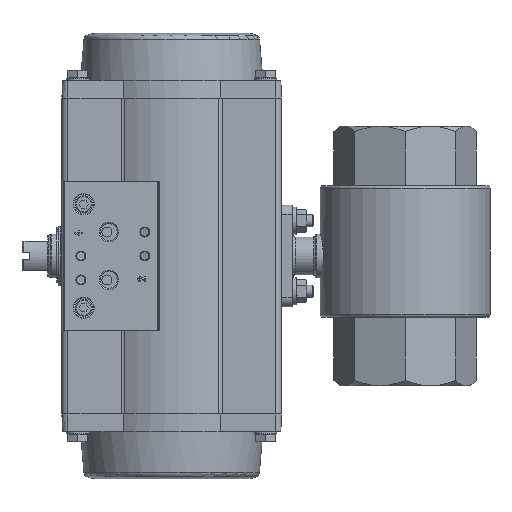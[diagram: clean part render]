
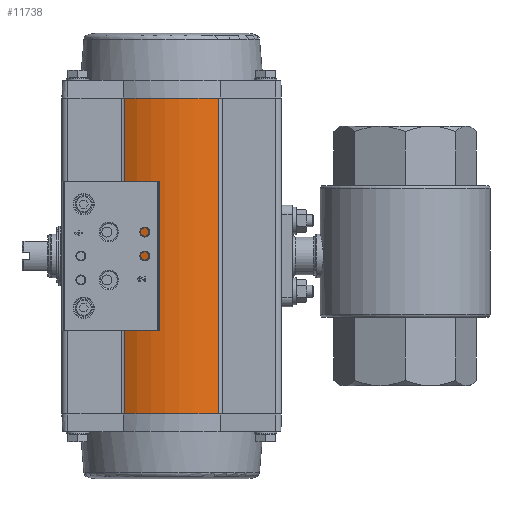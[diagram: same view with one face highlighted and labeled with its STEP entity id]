
A CAD part, left-side view. The second image highlights one B-rep face of the part: STEP entity #11738.
In plain terms, the highlighted cylindrical face has radius 46 mm (diameter 92 mm), a partial arc.
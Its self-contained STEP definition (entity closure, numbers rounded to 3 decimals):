
#659=CIRCLE('',#12918,46.);
#660=CIRCLE('',#12919,46.);
#1081=CYLINDRICAL_SURFACE('',#12917,46.);
#1548=LINE('',#19378,#2256);
#1549=LINE('',#19382,#2257);
#2256=VECTOR('',#15286,1000.);
#2257=VECTOR('',#15293,1000.);
#3869=ORIENTED_EDGE('',*,*,#6643,.T.);
#3870=ORIENTED_EDGE('',*,*,#6642,.F.);
#3871=ORIENTED_EDGE('',*,*,#6644,.F.);
#3872=ORIENTED_EDGE('',*,*,#6645,.T.);
#6642=EDGE_CURVE('',#7723,#7691,#1548,.T.);
#6643=EDGE_CURVE('',#7687,#7691,#659,.T.);
#6644=EDGE_CURVE('',#7718,#7723,#660,.T.);
#6645=EDGE_CURVE('',#7718,#7687,#1549,.T.);
#7687=VERTEX_POINT('',#18095);
#7691=VERTEX_POINT('',#18103);
#7718=VERTEX_POINT('',#18194);
#7723=VERTEX_POINT('',#18204);
#9348=EDGE_LOOP('',(#3869,#3870,#3871,#3872));
#10403=FACE_BOUND('',#9348,.T.);
#11738=ADVANCED_FACE('',(#10403),#1081,.T.);
#12917=AXIS2_PLACEMENT_3D('',#19379,#15287,#15288);
#12918=AXIS2_PLACEMENT_3D('',#19380,#15289,#15290);
#12919=AXIS2_PLACEMENT_3D('',#19381,#15291,#15292);
#15286=DIRECTION('',(0.,0.,-1.));
#15287=DIRECTION('',(0.,0.,-1.));
#15288=DIRECTION('',(-1.,0.,0.));
#15289=DIRECTION('',(0.,0.,1.));
#15290=DIRECTION('',(1.,0.,0.));
#15291=DIRECTION('',(0.,0.,1.));
#15292=DIRECTION('',(1.,0.,0.));
#15293=DIRECTION('',(0.,0.,-1.));
#18095=CARTESIAN_POINT('',(39.429,-23.694,-79.15));
#18103=CARTESIAN_POINT('',(39.429,23.694,-79.15));
#18194=CARTESIAN_POINT('',(39.429,-23.694,79.15));
#18204=CARTESIAN_POINT('',(39.429,23.694,79.15));
#19378=CARTESIAN_POINT('',(39.429,23.694,79.15));
#19379=CARTESIAN_POINT('',(0.,0.,
79.15));
#19380=CARTESIAN_POINT('',(0.,0.,
-79.15));
#19381=CARTESIAN_POINT('',(0.,0.,
79.15));
#19382=CARTESIAN_POINT('',(39.429,-23.694,79.15));
